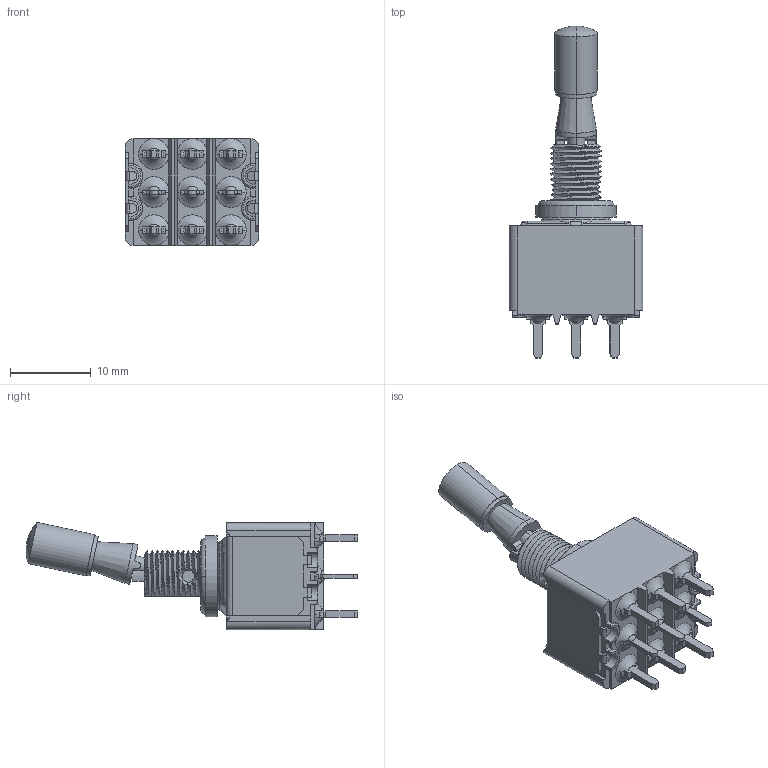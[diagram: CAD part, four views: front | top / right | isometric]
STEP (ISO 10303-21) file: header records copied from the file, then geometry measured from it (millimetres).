
FILE_DESCRIPTION((''),'2;1');
FILE_NAME('5256ADGB-2VX408','2015-05-26T',('mdamaggio'),(''),'CREO PARAMETRIC BY PTC INC, 2014440','CREO PARAMETRIC BY PTC INC, 2014440','');
FILE_SCHEMA(('CONFIG_CONTROL_DESIGN'));
Length unit declared in the file: millimetre
Products named in the file (1): 5256ADGB-2VX408
Bounding box: 16.5 x 41.01 x 13.23 mm (x, y, z)
Surface area: 3090 mm2 (no closed solid volume)
Topology: 0 solids, 31 shells, 453 faces, 1346 edges, 907 vertices
Faces by surface type: plane 272, cylinder 81, bspline 44, torus 26, sphere 20, cone 10
Entity records: 37961 total; most frequent: CARTESIAN_POINT 26574, ORIENTED_EDGE 2391, DIRECTION 2079, EDGE_CURVE 1344, VERTEX_POINT 907, VECTOR 807, LINE 807, AXIS2_PLACEMENT_3D 636
